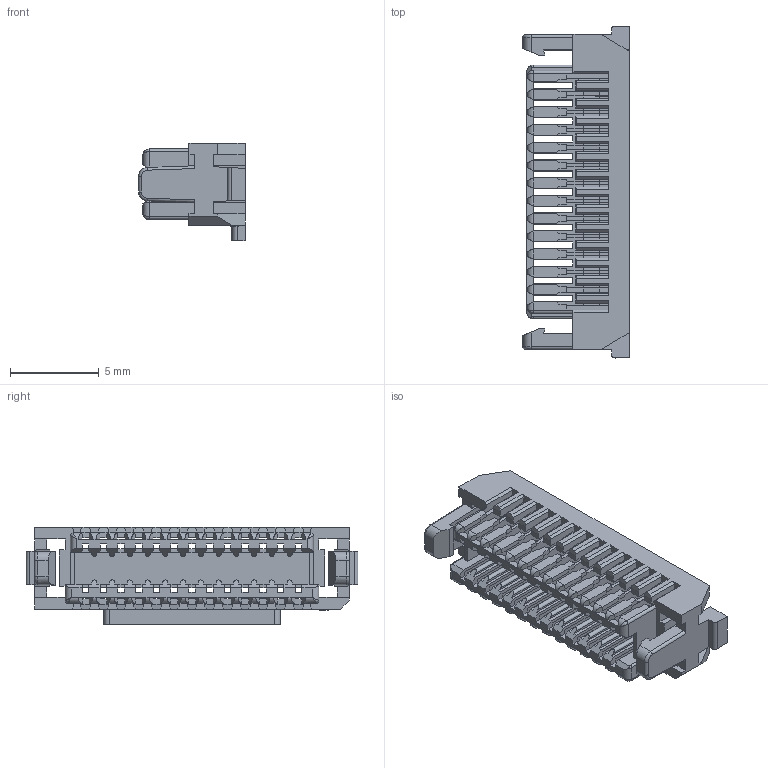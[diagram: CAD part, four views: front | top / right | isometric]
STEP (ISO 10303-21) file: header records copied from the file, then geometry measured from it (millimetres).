
FILE_DESCRIPTION (( 'STEP AP214' ), '1' );
FILE_NAME ('FHG10008-D26M2WHB.STEP', '2025-11-21T02:36:54', ( '' ), ( '' ), 'SwSTEP 2.0', 'SolidWorks 2021', '' );
FILE_SCHEMA (( 'AUTOMOTIVE_DESIGN' ));
Length unit declared in the file: millimetre
Products named in the file (1): FHG10008-D26M2WHB
Bounding box: 6 x 18.71 x 5.51 mm (x, y, z)
Volume: 383.1 mm3; surface area: 2101.4 mm2
Topology: 2 solids, 2 shells, 2494 faces, 7380 edges, 4728 vertices
Faces by surface type: plane 2322, cylinder 152, torus 12, bspline 8
Entity records: 82807 total; most frequent: CARTESIAN_POINT 16679, ORIENTED_EDGE 14760, DIRECTION 12274, EDGE_CURVE 7380, LINE 7052, VECTOR 7052, VERTEX_POINT 4728, AXIS2_PLACEMENT_3D 2611
